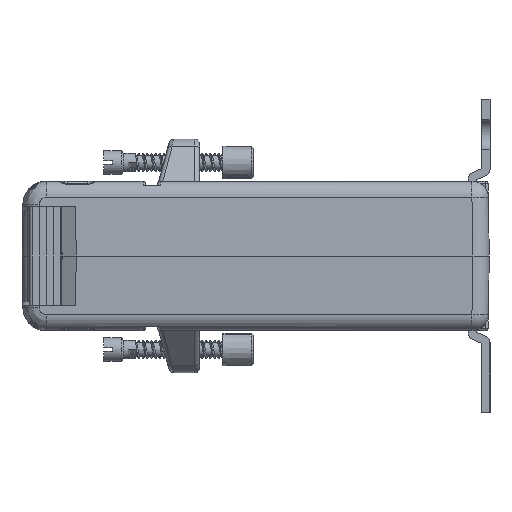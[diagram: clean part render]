
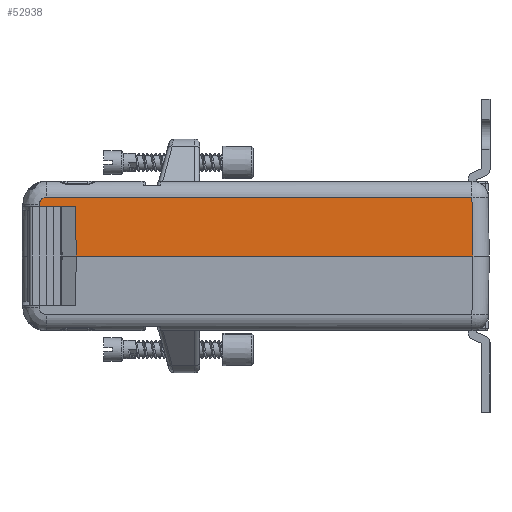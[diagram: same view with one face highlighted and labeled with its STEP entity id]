
A CAD part, left-side view. The second image highlights one B-rep face of the part: STEP entity #52938.
In plain terms, the highlighted planar face has unit normal (-1, 0, 0.018).
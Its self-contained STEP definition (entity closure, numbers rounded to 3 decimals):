
#466 = CARTESIAN_POINT ( 'NONE',  ( -89.815, 46.07, 10.6 ) ) ;
#24457 = CARTESIAN_POINT ( 'NONE',  ( -89.815, 53.816, 10.6 ) ) ;
#43362 = VERTEX_POINT ( 'NONE', #78534 ) ;
#45823 = VERTEX_POINT ( 'NONE', #79299 ) ;
#48161 = EDGE_CURVE ( 'NONE', #43362, #45823, #79702, .T. ) ;
#49249 = VECTOR ( 'NONE', #49266, 1000. ) ;
#49256 = LINE ( 'NONE', #49267, #49249 ) ;
#49266 = DIRECTION ( 'NONE',  ( 0., 1., 0. ) ) ;
#49267 = CARTESIAN_POINT ( 'NONE',  ( -89.815, -28.5, 10.6 ) ) ;
#50417 = ORIENTED_EDGE ( 'NONE', *, *, #58654, .T. ) ;
#51132 = EDGE_LOOP ( 'NONE', ( #51698, #50417, #51945, #58575, #56193, #52939, #58514 ) ) ;
#51698 = ORIENTED_EDGE ( 'NONE', *, *, #82503, .F. ) ;
#51945 = ORIENTED_EDGE ( 'NONE', *, *, #48161, .T. ) ;
#52932 = EDGE_CURVE ( 'NONE', #45823, #58646, #80702, .T. ) ;
#52938 = ADVANCED_FACE ( 'NONE', ( #80706 ), #80713, .T. ) ;
#52939 = ORIENTED_EDGE ( 'NONE', *, *, #83791, .T. ) ;
#53015 = CARTESIAN_POINT ( 'NONE',  ( -89.806, 53.807, 11.087 ) ) ;
#53020 = CARTESIAN_POINT ( 'NONE',  ( -89.806, 53.807, 11.087 ) ) ;
#53021 = CARTESIAN_POINT ( 'NONE',  ( -89.791, 53.792, 11.954 ) ) ;
#53022 = CARTESIAN_POINT ( 'NONE',  ( -89.781, 53.174, 12.561 ) ) ;
#53023 = CARTESIAN_POINT ( 'NONE',  ( -89.781, 52.307, 12.561 ) ) ;
#53026 =( BOUNDED_CURVE ( )  B_SPLINE_CURVE ( 3, ( #53023, #53022, #53021, #53020 ),
 .UNSPECIFIED., .F., .T. ) 
 B_SPLINE_CURVE_WITH_KNOTS ( ( 4, 4 ),
 ( 3.142, 4.695 ),
 .UNSPECIFIED. ) 
 CURVE ( )  GEOMETRIC_REPRESENTATION_ITEM ( )  RATIONAL_B_SPLINE_CURVE ( ( 1., 0.809, 0.809, 1. ) ) 
 REPRESENTATION_ITEM ( '' )  );
#53037 = CARTESIAN_POINT ( 'NONE',  ( -89.781, 52.307, 12.561 ) ) ;
#56193 = ORIENTED_EDGE ( 'NONE', *, *, #58571, .T. ) ;
#58514 = ORIENTED_EDGE ( 'NONE', *, *, #58574, .T. ) ;
#58571 = EDGE_CURVE ( 'NONE', #58646, #83821, #82241, .T. ) ;
#58574 = EDGE_CURVE ( 'NONE', #83819, #63620, #82287, .T. ) ;
#58575 = ORIENTED_EDGE ( 'NONE', *, *, #52932, .T. ) ;
#58646 = VERTEX_POINT ( 'NONE', #82406 ) ;
#58654 = EDGE_CURVE ( 'NONE', #64751, #43362, #82442, .T. ) ;
#63620 = VERTEX_POINT ( 'NONE', #24457 ) ;
#64751 = VERTEX_POINT ( 'NONE', #466 ) ;
#78534 = CARTESIAN_POINT ( 'NONE',  ( -90., 45.885, 0. ) ) ;
#79299 = CARTESIAN_POINT ( 'NONE',  ( -90., -39.001, 0. ) ) ;
#79701 = CARTESIAN_POINT ( 'NONE',  ( -90., -37.442, 0. ) ) ;
#79702 = LINE ( 'NONE', #79701, #79735 ) ;
#79734 = DIRECTION ( 'NONE',  ( 0., -1., 0. ) ) ;
#79735 = VECTOR ( 'NONE', #79734, 1000. ) ;
#80675 = VECTOR ( 'NONE', #80731, 1000. ) ;
#80697 = CARTESIAN_POINT ( 'NONE',  ( -90., -28.5, 0. ) ) ;
#80701 = CARTESIAN_POINT ( 'NONE',  ( -89.997, -38.997, 0.183 ) ) ;
#80702 = LINE ( 'NONE', #80701, #80675 ) ;
#80706 = FACE_OUTER_BOUND ( 'NONE', #51132, .T. ) ;
#80713 = PLANE ( 'NONE',  #80730 ) ;
#80724 = DIRECTION ( 'NONE',  ( 0.017, 0., 1. ) ) ;
#80725 = DIRECTION ( 'NONE',  ( -1., 0., 0.017 ) ) ;
#80730 = AXIS2_PLACEMENT_3D ( 'NONE', #80697, #80725, #80724 ) ;
#80731 = DIRECTION ( 'NONE',  ( 0.017, 0.017, 1. ) ) ;
#82233 = DIRECTION ( 'NONE',  ( 0., 1., 0. ) ) ;
#82234 = VECTOR ( 'NONE', #82233, 1000. ) ;
#82240 = CARTESIAN_POINT ( 'NONE',  ( -89.781, 52.307, 12.561 ) ) ;
#82241 = LINE ( 'NONE', #82240, #82234 ) ;
#82284 = DIRECTION ( 'NONE',  ( -0.017, 0.017, -1. ) ) ;
#82285 = VECTOR ( 'NONE', #82284, 1000. ) ;
#82286 = CARTESIAN_POINT ( 'NONE',  ( -89.975, 53.975, 1.439 ) ) ;
#82287 = LINE ( 'NONE', #82286, #82285 ) ;
#82406 = CARTESIAN_POINT ( 'NONE',  ( -89.781, -38.781, 12.561 ) ) ;
#82436 = DIRECTION ( 'NONE',  ( -0.017, -0.017, -1. ) ) ;
#82437 = VECTOR ( 'NONE', #82436, 1000. ) ;
#82438 = CARTESIAN_POINT ( 'NONE',  ( -89.999, 45.886, 0.056 ) ) ;
#82442 = LINE ( 'NONE', #82438, #82437 ) ;
#82503 = EDGE_CURVE ( 'NONE', #64751, #63620, #49256, .T. ) ;
#83791 = EDGE_CURVE ( 'NONE', #83821, #83819, #53026, .T. ) ;
#83819 = VERTEX_POINT ( 'NONE', #53015 ) ;
#83821 = VERTEX_POINT ( 'NONE', #53037 ) ;
